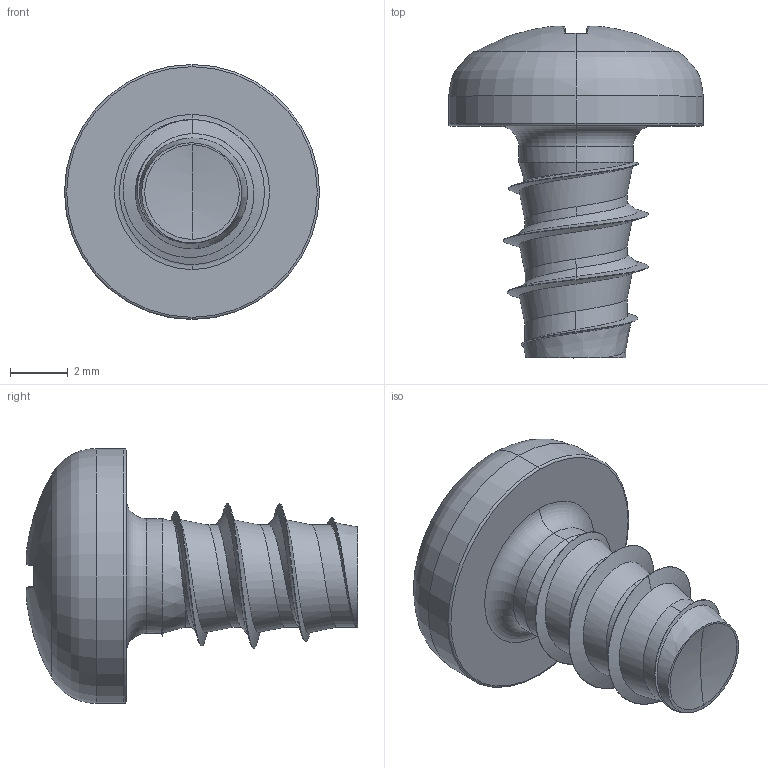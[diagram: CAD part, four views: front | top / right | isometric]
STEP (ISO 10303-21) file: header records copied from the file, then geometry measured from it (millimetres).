
FILE_DESCRIPTION (( 'STEP AP203' ), '1' );
FILE_NAME ('STP320500080.STEP', '2017-08-15T14:43:22', ( '' ), ( '' ), 'SwSTEP 2.0', 'SolidWorks 2015', '' );
FILE_SCHEMA (( 'CONFIG_CONTROL_DESIGN' ));
Length unit declared in the file: millimetre
Products named in the file (1): STP320500080
Bounding box: 8.8 x 11.45 x 8.8 mm (x, y, z)
Volume: 245.5 mm3; surface area: 325.3 mm2
Topology: 1 solids, 1 shells, 172 faces, 385 edges, 215 vertices
Faces by surface type: bspline 51, cylinder 34, torus 28, sphere 28, plane 22, cone 9
Entity records: 13957 total; most frequent: CARTESIAN_POINT 10415, ORIENTED_EDGE 766, DIRECTION 691, EDGE_CURVE 383, AXIS2_PLACEMENT_3D 312, VERTEX_POINT 215, CIRCLE 190, EDGE_LOOP 174
